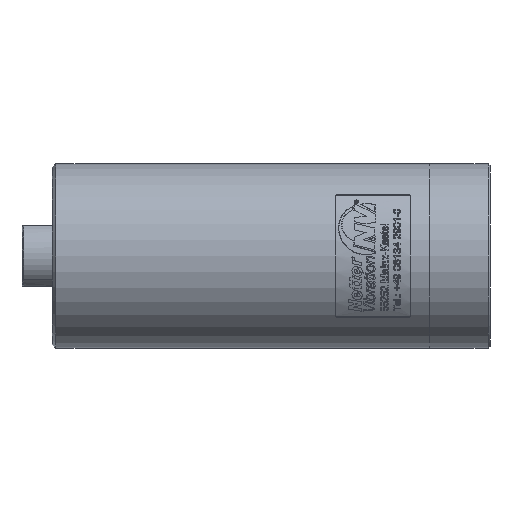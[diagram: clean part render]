
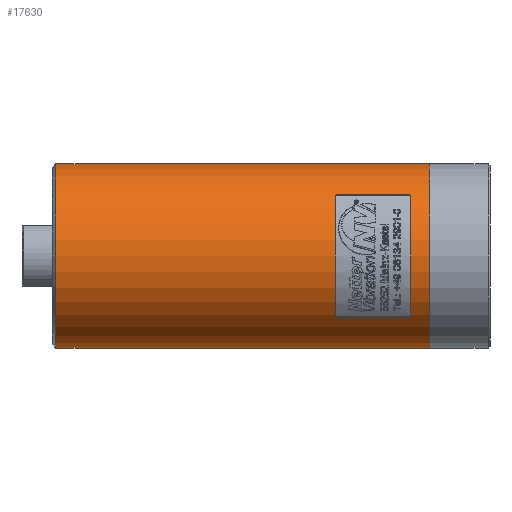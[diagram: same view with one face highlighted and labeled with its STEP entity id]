
A CAD part, front view. The second image highlights one B-rep face of the part: STEP entity #17630.
In plain terms, the highlighted cylindrical face has radius 24.5 mm (diameter 49 mm), a partial arc.
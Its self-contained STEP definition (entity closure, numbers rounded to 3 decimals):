
#1391 = CARTESIAN_POINT ( 'NONE',  ( 0., 0., 24.5 ) ) ;
#1456 = VECTOR ( 'NONE', #17134, 1000. ) ;
#1647 = EDGE_CURVE ( 'NONE', #18028, #14019, #17250, .T. ) ;
#1743 = ORIENTED_EDGE ( 'NONE', *, *, #1647, .T. ) ;
#2588 = CARTESIAN_POINT ( 'NONE',  ( 0., 0., -24.5 ) ) ;
#2703 = LINE ( 'NONE', #1391, #1456 ) ;
#2754 = DIRECTION ( 'NONE',  ( -1., 0., 0. ) ) ;
#3115 = EDGE_CURVE ( 'NONE', #4802, #7847, #9536, .T. ) ;
#4648 = DIRECTION ( 'NONE',  ( 0., 0., 1. ) ) ;
#4802 = VERTEX_POINT ( 'NONE', #18841 ) ;
#4831 = FACE_OUTER_BOUND ( 'NONE', #7654, .T. ) ;
#5029 = AXIS2_PLACEMENT_3D ( 'NONE', #20396, #20083, #4648 ) ;
#5701 = EDGE_CURVE ( 'NONE', #4802, #14019, #12848, .T. ) ;
#5850 = AXIS2_PLACEMENT_3D ( 'NONE', #19991, #21872, #14241 ) ;
#6155 = CARTESIAN_POINT ( 'NONE',  ( 100., 0., 24.5 ) ) ;
#6772 = DIRECTION ( 'NONE',  ( 0., 0., 1. ) ) ;
#7649 = VECTOR ( 'NONE', #2754, 1000. ) ;
#7654 = EDGE_LOOP ( 'NONE', ( #9755, #15101, #24394, #1743 ) ) ;
#7847 = VERTEX_POINT ( 'NONE', #6155 ) ;
#9281 = CARTESIAN_POINT ( 'NONE',  ( 1., 0., -24.5 ) ) ;
#9536 = CIRCLE ( 'NONE', #5029, 24.5 ) ;
#9755 = ORIENTED_EDGE ( 'NONE', *, *, #5701, .F. ) ;
#12155 = AXIS2_PLACEMENT_3D ( 'NONE', #14101, #20113, #6772 ) ;
#12848 = LINE ( 'NONE', #2588, #7649 ) ;
#14019 = VERTEX_POINT ( 'NONE', #9281 ) ;
#14101 = CARTESIAN_POINT ( 'NONE',  ( 0., 0., 0. ) ) ;
#14241 = DIRECTION ( 'NONE',  ( 0., 0., -1. ) ) ;
#15101 = ORIENTED_EDGE ( 'NONE', *, *, #3115, .T. ) ;
#16916 = CARTESIAN_POINT ( 'NONE',  ( 1., 0., 24.5 ) ) ;
#17134 = DIRECTION ( 'NONE',  ( -1., 0., 0. ) ) ;
#17250 = CIRCLE ( 'NONE', #5850, 24.5 ) ;
#17630 = ADVANCED_FACE ( 'NONE', ( #4831 ), #24264, .T. ) ;
#17753 = EDGE_CURVE ( 'NONE', #7847, #18028, #2703, .T. ) ;
#18028 = VERTEX_POINT ( 'NONE', #16916 ) ;
#18841 = CARTESIAN_POINT ( 'NONE',  ( 100., 0., -24.5 ) ) ;
#19991 = CARTESIAN_POINT ( 'NONE',  ( 1., 0., 0. ) ) ;
#20083 = DIRECTION ( 'NONE',  ( -1., 0., 0. ) ) ;
#20113 = DIRECTION ( 'NONE',  ( -1., 0., 0. ) ) ;
#20396 = CARTESIAN_POINT ( 'NONE',  ( 100., 0., 0. ) ) ;
#21872 = DIRECTION ( 'NONE',  ( 1., 0., 0. ) ) ;
#24264 = CYLINDRICAL_SURFACE ( 'NONE', #12155, 24.5 ) ;
#24394 = ORIENTED_EDGE ( 'NONE', *, *, #17753, .T. ) ;
